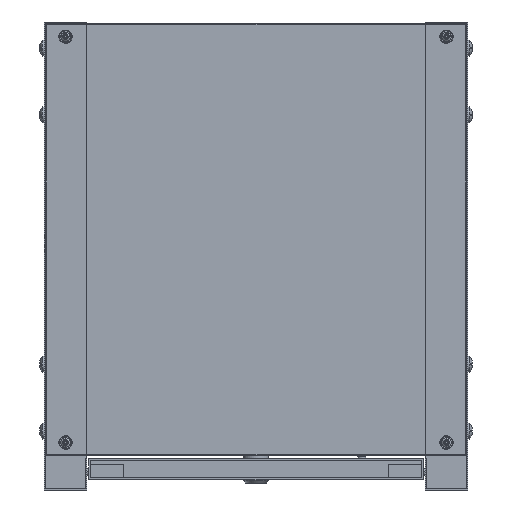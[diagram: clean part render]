
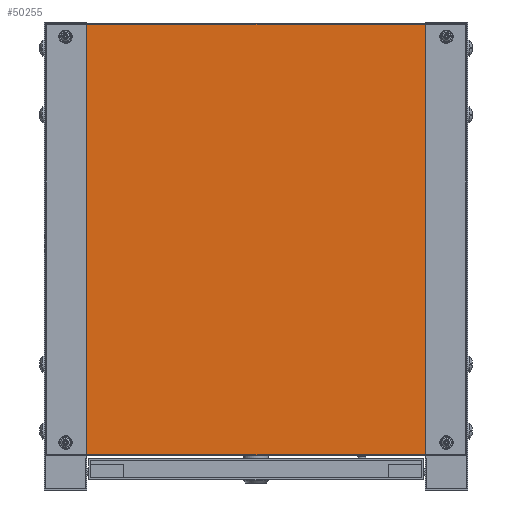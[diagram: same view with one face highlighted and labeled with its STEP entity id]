
A CAD part, left-side view. The second image highlights one B-rep face of the part: STEP entity #50255.
In plain terms, the highlighted face is planar.
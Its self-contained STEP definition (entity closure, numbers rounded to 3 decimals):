
#144 = ORIENTED_EDGE ( 'NONE', *, *, #13486, .F. ) ;
#240 = FACE_BOUND ( 'NONE', #22679, .T. ) ;
#1307 = DIRECTION ( 'NONE',  ( 0., 0., -1. ) ) ;
#3288 = VECTOR ( 'NONE', #13573, 1000. ) ;
#3918 = VERTEX_POINT ( 'NONE', #11792 ) ;
#3969 = LINE ( 'NONE', #17272, #38864 ) ;
#4575 = VERTEX_POINT ( 'NONE', #41496 ) ;
#5260 = CARTESIAN_POINT ( 'NONE',  ( -151.75, 0., 140.8 ) ) ;
#5507 = PLANE ( 'NONE',  #29030 ) ;
#5856 = CARTESIAN_POINT ( 'NONE',  ( -151.75, 0., -142.5 ) ) ;
#6265 = CARTESIAN_POINT ( 'NONE',  ( 161.75, 0., 157.5 ) ) ;
#6589 = AXIS2_PLACEMENT_3D ( 'NONE', #14222, #43467, #10373 ) ;
#6754 = AXIS2_PLACEMENT_3D ( 'NONE', #36918, #41136, #49363 ) ;
#7251 = LINE ( 'NONE', #29172, #23670 ) ;
#7360 = VERTEX_POINT ( 'NONE', #5260 ) ;
#7452 = CARTESIAN_POINT ( 'NONE',  ( -161.75, 0., -157.5 ) ) ;
#7927 = DIRECTION ( 'NONE',  ( 0., -1., 0. ) ) ;
#8512 = DIRECTION ( 'NONE',  ( 0., 0., 1. ) ) ;
#8951 = ORIENTED_EDGE ( 'NONE', *, *, #28086, .F. ) ;
#9176 = EDGE_CURVE ( 'NONE', #4575, #7360, #27557, .T. ) ;
#10373 = DIRECTION ( 'NONE',  ( 0., 0., -1. ) ) ;
#11511 = CIRCLE ( 'NONE', #18638, 1.7 ) ;
#11792 = CARTESIAN_POINT ( 'NONE',  ( 151.75, 0., -144.2 ) ) ;
#11905 = CARTESIAN_POINT ( 'NONE',  ( -151.75, 0., -144.2 ) ) ;
#12709 = DIRECTION ( 'NONE',  ( 0., -1., 0. ) ) ;
#12853 = CARTESIAN_POINT ( 'NONE',  ( 161.75, 0., -157.5 ) ) ;
#13350 = DIRECTION ( 'NONE',  ( 0., -1., 0. ) ) ;
#13486 = EDGE_CURVE ( 'NONE', #49912, #3918, #21030, .T. ) ;
#13573 = DIRECTION ( 'NONE',  ( 1., 0., 0. ) ) ;
#13596 = EDGE_CURVE ( 'NONE', #32972, #50647, #38169, .T. ) ;
#13881 = VERTEX_POINT ( 'NONE', #6265 ) ;
#14222 = CARTESIAN_POINT ( 'NONE',  ( -151.75, 0., 142.5 ) ) ;
#14576 = ORIENTED_EDGE ( 'NONE', *, *, #36497, .F. ) ;
#14860 = AXIS2_PLACEMENT_3D ( 'NONE', #53820, #24840, #24478 ) ;
#14891 = VERTEX_POINT ( 'NONE', #7452 ) ;
#15819 = CARTESIAN_POINT ( 'NONE',  ( 151.75, 0., -140.8 ) ) ;
#15881 = EDGE_LOOP ( 'NONE', ( #44449, #24152, #18547, #35853 ) ) ;
#16905 = CIRCLE ( 'NONE', #17470, 1.7 ) ;
#16936 = CARTESIAN_POINT ( 'NONE',  ( -151.75, 0., -142.5 ) ) ;
#17272 = CARTESIAN_POINT ( 'NONE',  ( 161.75, 0., -157.5 ) ) ;
#17470 = AXIS2_PLACEMENT_3D ( 'NONE', #22798, #35691, #27586 ) ;
#17590 = DIRECTION ( 'NONE',  ( 0., 0., 1. ) ) ;
#17846 = CIRCLE ( 'NONE', #27961, 1.7 ) ;
#17945 = CARTESIAN_POINT ( 'NONE',  ( 151.75, 0., 142.5 ) ) ;
#18547 = ORIENTED_EDGE ( 'NONE', *, *, #45285, .F. ) ;
#18638 = AXIS2_PLACEMENT_3D ( 'NONE', #17945, #13350, #26423 ) ;
#19748 = ORIENTED_EDGE ( 'NONE', *, *, #13596, .F. ) ;
#21030 = CIRCLE ( 'NONE', #14860, 1.7 ) ;
#22215 = VERTEX_POINT ( 'NONE', #32564 ) ;
#22679 = EDGE_LOOP ( 'NONE', ( #26528, #144 ) ) ;
#22798 = CARTESIAN_POINT ( 'NONE',  ( 151.75, 0., 142.5 ) ) ;
#23670 = VECTOR ( 'NONE', #50432, 1000. ) ;
#23813 = ORIENTED_EDGE ( 'NONE', *, *, #9176, .F. ) ;
#24087 = VERTEX_POINT ( 'NONE', #26016 ) ;
#24152 = ORIENTED_EDGE ( 'NONE', *, *, #24641, .F. ) ;
#24478 = DIRECTION ( 'NONE',  ( 0., 0., -1. ) ) ;
#24641 = EDGE_CURVE ( 'NONE', #51604, #14891, #38674, .T. ) ;
#24840 = DIRECTION ( 'NONE',  ( 0., -1., 0. ) ) ;
#25825 = FACE_OUTER_BOUND ( 'NONE', #15881, .T. ) ;
#25947 = CARTESIAN_POINT ( 'NONE',  ( 161.75, 0., -157.5 ) ) ;
#26016 = CARTESIAN_POINT ( 'NONE',  ( 151.75, 0., 144.2 ) ) ;
#26087 = DIRECTION ( 'NONE',  ( 0., 0., -1. ) ) ;
#26423 = DIRECTION ( 'NONE',  ( 0., 0., 1. ) ) ;
#26452 = DIRECTION ( 'NONE',  ( 0., -1., 0. ) ) ;
#26528 = ORIENTED_EDGE ( 'NONE', *, *, #31108, .F. ) ;
#27557 = CIRCLE ( 'NONE', #6589, 1.7 ) ;
#27586 = DIRECTION ( 'NONE',  ( 0., 0., 1. ) ) ;
#27961 = AXIS2_PLACEMENT_3D ( 'NONE', #37346, #7927, #45741 ) ;
#28086 = EDGE_CURVE ( 'NONE', #24087, #34066, #11511, .T. ) ;
#28770 = VECTOR ( 'NONE', #34602, 1000. ) ;
#28928 = EDGE_CURVE ( 'NONE', #7360, #4575, #47652, .T. ) ;
#29030 = AXIS2_PLACEMENT_3D ( 'NONE', #43720, #26452, #1307 ) ;
#29172 = CARTESIAN_POINT ( 'NONE',  ( -161.75, 0., -157.5 ) ) ;
#31108 = EDGE_CURVE ( 'NONE', #3918, #49912, #17846, .T. ) ;
#32111 = AXIS2_PLACEMENT_3D ( 'NONE', #16936, #12709, #8512 ) ;
#32564 = CARTESIAN_POINT ( 'NONE',  ( -161.75, 0., 157.5 ) ) ;
#32972 = VERTEX_POINT ( 'NONE', #36450 ) ;
#34066 = VERTEX_POINT ( 'NONE', #48435 ) ;
#34386 = CARTESIAN_POINT ( 'NONE',  ( 161.75, 0., 157.5 ) ) ;
#34602 = DIRECTION ( 'NONE',  ( -1., 0., 0. ) ) ;
#35390 = AXIS2_PLACEMENT_3D ( 'NONE', #5856, #42798, #17590 ) ;
#35691 = DIRECTION ( 'NONE',  ( 0., -1., 0. ) ) ;
#35853 = ORIENTED_EDGE ( 'NONE', *, *, #43594, .F. ) ;
#36450 = CARTESIAN_POINT ( 'NONE',  ( -151.75, 0., -140.8 ) ) ;
#36497 = EDGE_CURVE ( 'NONE', #50647, #32972, #48741, .T. ) ;
#36918 = CARTESIAN_POINT ( 'NONE',  ( -151.75, 0., 142.5 ) ) ;
#37346 = CARTESIAN_POINT ( 'NONE',  ( 151.75, 0., -142.5 ) ) ;
#37465 = LINE ( 'NONE', #34386, #3288 ) ;
#38169 = CIRCLE ( 'NONE', #32111, 1.7 ) ;
#38674 = LINE ( 'NONE', #25947, #28770 ) ;
#38829 = EDGE_CURVE ( 'NONE', #34066, #24087, #16905, .T. ) ;
#38864 = VECTOR ( 'NONE', #26087, 1000. ) ;
#39935 = EDGE_LOOP ( 'NONE', ( #14576, #19748 ) ) ;
#41136 = DIRECTION ( 'NONE',  ( 0., -1., 0. ) ) ;
#41496 = CARTESIAN_POINT ( 'NONE',  ( -151.75, 0., 144.2 ) ) ;
#41630 = FACE_BOUND ( 'NONE', #39935, .T. ) ;
#42798 = DIRECTION ( 'NONE',  ( 0., -1., 0. ) ) ;
#43467 = DIRECTION ( 'NONE',  ( 0., -1., 0. ) ) ;
#43594 = EDGE_CURVE ( 'NONE', #22215, #13881, #37465, .T. ) ;
#43720 = CARTESIAN_POINT ( 'NONE',  ( 0., 0., 0. ) ) ;
#44449 = ORIENTED_EDGE ( 'NONE', *, *, #45723, .F. ) ;
#45285 = EDGE_CURVE ( 'NONE', #13881, #51604, #3969, .T. ) ;
#45459 = ORIENTED_EDGE ( 'NONE', *, *, #38829, .F. ) ;
#45723 = EDGE_CURVE ( 'NONE', #14891, #22215, #7251, .T. ) ;
#45741 = DIRECTION ( 'NONE',  ( 0., 0., -1. ) ) ;
#46654 = ORIENTED_EDGE ( 'NONE', *, *, #28928, .F. ) ;
#47652 = CIRCLE ( 'NONE', #6754, 1.7 ) ;
#48435 = CARTESIAN_POINT ( 'NONE',  ( 151.75, 0., 140.8 ) ) ;
#48741 = CIRCLE ( 'NONE', #35390, 1.7 ) ;
#49363 = DIRECTION ( 'NONE',  ( 0., 0., -1. ) ) ;
#49912 = VERTEX_POINT ( 'NONE', #15819 ) ;
#49958 = EDGE_LOOP ( 'NONE', ( #45459, #8951 ) ) ;
#49962 = EDGE_LOOP ( 'NONE', ( #46654, #23813 ) ) ;
#50102 = FACE_BOUND ( 'NONE', #49962, .T. ) ;
#50255 = ADVANCED_FACE ( 'NONE', ( #50102, #41630, #54019, #240, #25825 ), #5507, .T. ) ;
#50432 = DIRECTION ( 'NONE',  ( 0., 0., 1. ) ) ;
#50647 = VERTEX_POINT ( 'NONE', #11905 ) ;
#51604 = VERTEX_POINT ( 'NONE', #12853 ) ;
#53820 = CARTESIAN_POINT ( 'NONE',  ( 151.75, 0., -142.5 ) ) ;
#54019 = FACE_BOUND ( 'NONE', #49958, .T. ) ;
